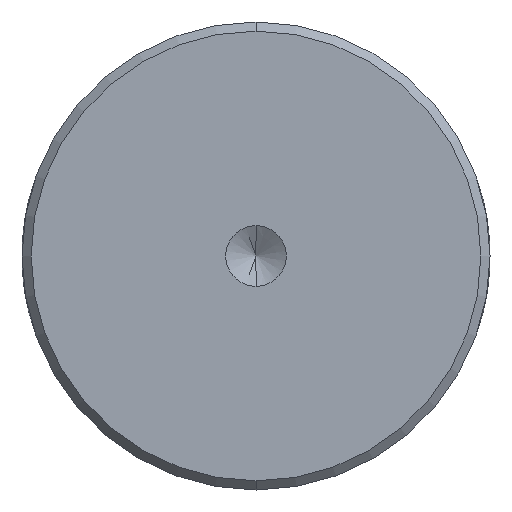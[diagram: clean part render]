
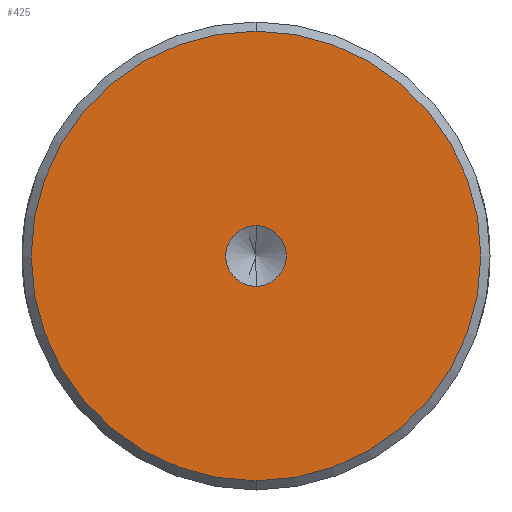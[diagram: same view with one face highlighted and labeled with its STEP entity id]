
A CAD part, front view. The second image highlights one B-rep face of the part: STEP entity #425.
In plain terms, the highlighted planar face has unit normal (0, -1, 0).
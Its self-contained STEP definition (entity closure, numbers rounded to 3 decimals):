
#14 = CARTESIAN_POINT ( 'NONE',  ( 0., 0., 0. ) ) ;
#24 = VERTEX_POINT ( 'NONE', #147 ) ;
#61 = CARTESIAN_POINT ( 'NONE',  ( 0., 0., 0. ) ) ;
#68 = CARTESIAN_POINT ( 'NONE',  ( 0., 0., 0. ) ) ;
#112 = DIRECTION ( 'NONE',  ( 0., 0., -1. ) ) ;
#131 = DIRECTION ( 'NONE',  ( 0., 0., 1. ) ) ;
#141 = ORIENTED_EDGE ( 'NONE', *, *, #387, .T. ) ;
#147 = CARTESIAN_POINT ( 'NONE',  ( 0., 0., 12.25 ) ) ;
#153 = EDGE_LOOP ( 'NONE', ( #376, #926 ) ) ;
#214 = CIRCLE ( 'NONE', #920, 12.25 ) ;
#221 = CARTESIAN_POINT ( 'NONE',  ( 0., 0., -12.25 ) ) ;
#225 = DIRECTION ( 'NONE',  ( 0., 1., 0. ) ) ;
#258 = CIRCLE ( 'NONE', #445, 1.65 ) ;
#295 = CARTESIAN_POINT ( 'NONE',  ( 0., 0., -1.65 ) ) ;
#317 = AXIS2_PLACEMENT_3D ( 'NONE', #736, #225, #131 ) ;
#320 = DIRECTION ( 'NONE',  ( 0., -1., 0. ) ) ;
#359 = DIRECTION ( 'NONE',  ( 0., -1., 0. ) ) ;
#376 = ORIENTED_EDGE ( 'NONE', *, *, #896, .F. ) ;
#377 = DIRECTION ( 'NONE',  ( 0., -1., 0. ) ) ;
#387 = EDGE_CURVE ( 'NONE', #401, #24, #214, .T. ) ;
#401 = VERTEX_POINT ( 'NONE', #221 ) ;
#422 = EDGE_LOOP ( 'NONE', ( #961, #141 ) ) ;
#425 = ADVANCED_FACE ( 'NONE', ( #862, #739 ), #444, .F. ) ;
#440 = EDGE_CURVE ( 'NONE', #442, #441, #465, .T. ) ;
#441 = VERTEX_POINT ( 'NONE', #295 ) ;
#442 = VERTEX_POINT ( 'NONE', #450 ) ;
#444 = PLANE ( 'NONE',  #317 ) ;
#445 = AXIS2_PLACEMENT_3D ( 'NONE', #941, #359, #112 ) ;
#450 = CARTESIAN_POINT ( 'NONE',  ( 0., 0., 1.65 ) ) ;
#457 = DIRECTION ( 'NONE',  ( 0., 0., -1. ) ) ;
#465 = CIRCLE ( 'NONE', #590, 1.65 ) ;
#590 = AXIS2_PLACEMENT_3D ( 'NONE', #61, #741, #457 ) ;
#736 = CARTESIAN_POINT ( 'NONE',  ( 0., 0., 0. ) ) ;
#739 = FACE_OUTER_BOUND ( 'NONE', #422, .T. ) ;
#741 = DIRECTION ( 'NONE',  ( 0., -1., 0. ) ) ;
#747 = DIRECTION ( 'NONE',  ( 0., 0., -1. ) ) ;
#769 = DIRECTION ( 'NONE',  ( 0., 0., -1. ) ) ;
#784 = AXIS2_PLACEMENT_3D ( 'NONE', #14, #320, #769 ) ;
#789 = EDGE_CURVE ( 'NONE', #24, #401, #895, .T. ) ;
#862 = FACE_BOUND ( 'NONE', #153, .T. ) ;
#895 = CIRCLE ( 'NONE', #784, 12.25 ) ;
#896 = EDGE_CURVE ( 'NONE', #441, #442, #258, .T. ) ;
#920 = AXIS2_PLACEMENT_3D ( 'NONE', #68, #377, #747 ) ;
#926 = ORIENTED_EDGE ( 'NONE', *, *, #440, .F. ) ;
#941 = CARTESIAN_POINT ( 'NONE',  ( 0., 0., 0. ) ) ;
#961 = ORIENTED_EDGE ( 'NONE', *, *, #789, .T. ) ;
